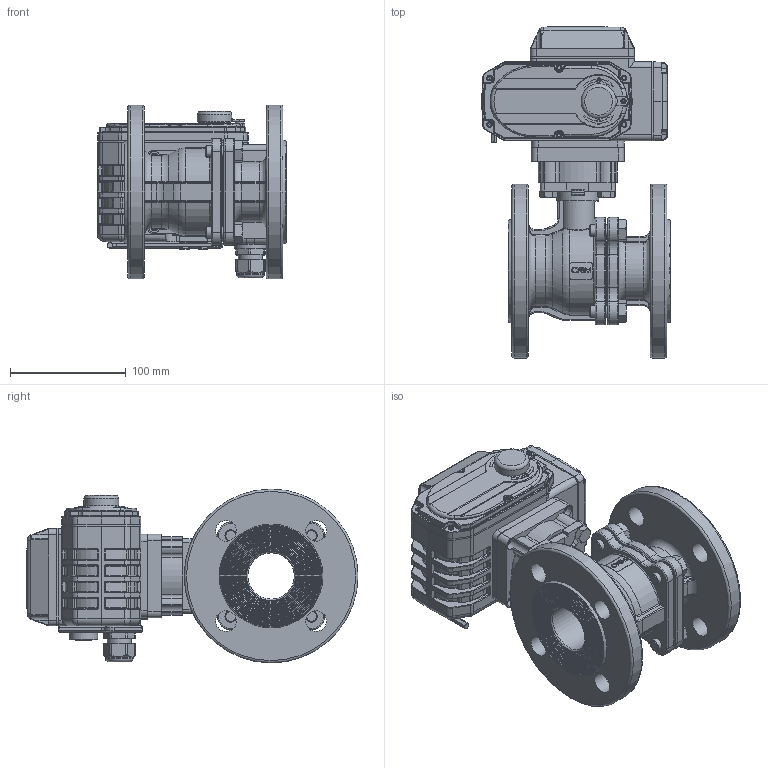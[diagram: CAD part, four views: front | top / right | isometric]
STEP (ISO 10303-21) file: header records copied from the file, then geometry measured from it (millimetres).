
FILE_DESCRIPTION(/* description */ ('Unknown'),/* implementation_level */ '2;1');
FILE_NAME(/* name */ 'AE06_070920-08',/* time_stamp */ '2022-07-11T10:20:41+02:00',/* author */ ('Unknown'),/* organization */ ('Unknown'),/* preprocessor_version */ 'ST-DEVELOPER v16.7',/* originating_system */ 'Solid Edge',/* authorisation */ 'Unknown');
FILE_SCHEMA (('AUTOMOTIVE_DESIGN {1 0 10303 214 3 1 1}'));
Products named in the file (33): AE06_070920-08; 920-08; MV-24D-DD-DN40; MV-24D-TL-DN40; MV-24D-LZ-DN40; MV-24D-FGM-DN40; MV-24D-T(J)-DN40; MV-24D-G(J)-DN40; MV-24D-FG-DN40; AE04-AE08_(AE30_AE50); Z倰眊极橾遴20170830; 驱动盖组件; 驱动盖胶垫; Z倰忒梟縐啣; NQ10-034 梓僅啣; NQ10-033 硌渀; 萇蚾裔郪璃; 萇蚾裔; NQ10-035 噩え; 萇蚾裔蝶菜; 秶郘裔郪璃; 秶郘裔; 秶郘裔蝶菜; 盄黑; 盄坶; 盄坶1; 盄坶2; NQZ-018忒雄紱釬諳裔; Z型驱动盖最新外型20170830; 假蚾啣; 薊粣ん; 忒梟; DIN 933 M8x22 A2-70 BLK_EDST
Assembly tree (39 placements, depth 4):
  AE06_070920-08
    920-08
      MV-24D-DD-DN40  x2
      MV-24D-TL-DN40
      MV-24D-LZ-DN40  x4
      MV-24D-FGM-DN40
      MV-24D-T(J)-DN40
      MV-24D-G(J)-DN40
      MV-24D-FG-DN40
    AE04-AE08_(AE30_AE50)
      Z倰眊极橾遴20170830
      驱动盖组件
        驱动盖胶垫
      Z倰忒梟縐啣
      NQ10-034 梓僅啣
      NQ10-033 硌渀
      萇蚾裔郪璃
        萇蚾裔
        NQ10-035 噩え
        萇蚾裔蝶菜
      秶郘裔郪璃
        秶郘裔
        秶郘裔蝶菜
      盄黑
      盄坶
        盄坶1
        盄坶2
      NQZ-018忒雄紱釬諳裔
      Z型驱动盖最新外型20170830
      假蚾啣
      薊粣ん
      忒梟
    DIN 933 M8x22 A2-70 BLK_EDST  x4
Bounding box: 163 x 286.5 x 150 mm (x, y, z)
Volume: 1835721.5 mm3; surface area: 403943.7 mm2
Topology: 33 solids, 35 shells, 3247 faces, 8085 edges, 5037 vertices
Faces by surface type: plane 1240, cylinder 1026, torus 355, bspline 353, cone 236, sphere 37
Full cylindrical faces by diameter (mm): 2.5 x2, 3.2 x2, 3.3 x22, 3.5 x1, 4 x6, 4.2 x5, 4.5 x14, 4.8 x14, 5 x15, 6.6 x2, 6.8 x8, 7 x4, 8 x5, 8.8 x4, 10 x4, 10.1 x4, 11.5 x4, 12.3 x1, 13 x4, 13.2 x1, 13.4 x1, 13.5 x1, 13.8 x1, 14 x1, 15 x2, 16.5 x1, 18 x10, 18.1 x2, 18.4 x2, 18.7 x1
Entity records: 127482 total; most frequent: CARTESIAN_POINT 54648, ORIENTED_EDGE 14688, DIRECTION 14658, EDGE_CURVE 7344, AXIS2_PLACEMENT_3D 5554, VERTEX_POINT 4840, FACE_BOUND 3862, EDGE_LOOP 3838
